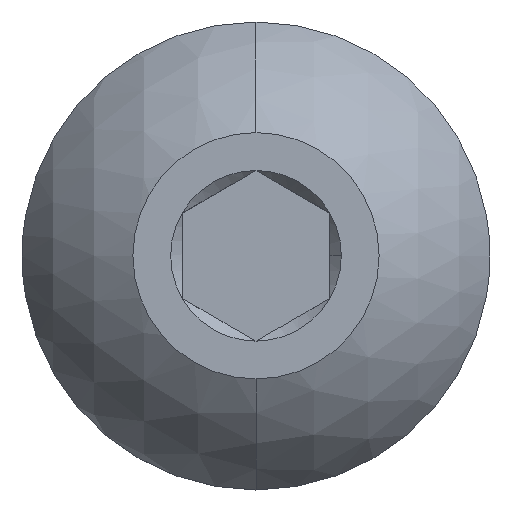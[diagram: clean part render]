
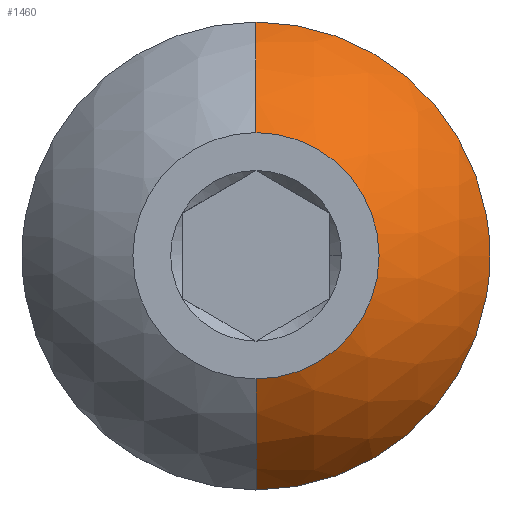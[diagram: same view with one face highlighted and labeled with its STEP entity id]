
A CAD part, top view. The second image highlights one B-rep face of the part: STEP entity #1460.
In plain terms, the highlighted spherical face has radius 5.287 mm.
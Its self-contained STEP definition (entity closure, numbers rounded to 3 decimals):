
#5 = AXIS2_PLACEMENT_3D ( 'NONE', #1573, #1572, #1571 ) ;
#6 = AXIS2_PLACEMENT_3D ( 'NONE', #1569, #1568, #1567 ) ;
#7 = AXIS2_PLACEMENT_3D ( 'NONE', #1565, #1564, #1562 ) ;
#8 = AXIS2_PLACEMENT_3D ( 'NONE', #1561, #1560, #1559 ) ;
#9 = AXIS2_PLACEMENT_3D ( 'NONE', #1553, #1552, #1551 ) ;
#22 = AXIS2_PLACEMENT_3D ( 'NONE', #3110, #3112, #3107 ) ;
#144 = EDGE_CURVE ( 'NONE', #664, #690, #671, .T. ) ;
#145 = EDGE_CURVE ( 'NONE', #690, #422, #675, .T. ) ;
#146 = EDGE_CURVE ( 'NONE', #450, #422, #682, .T. ) ;
#147 = EDGE_CURVE ( 'NONE', #664, #431, #673, .T. ) ;
#149 = EDGE_CURVE ( 'NONE', #431, #450, #672, .T. ) ;
#422 = VERTEX_POINT ( 'NONE', #1674 ) ;
#429 = ORIENTED_EDGE ( 'NONE', *, *, #145, .F. ) ;
#431 = VERTEX_POINT ( 'NONE', #1654 ) ;
#432 = ORIENTED_EDGE ( 'NONE', *, *, #146, .T. ) ;
#450 = VERTEX_POINT ( 'NONE', #1586 ) ;
#451 = ORIENTED_EDGE ( 'NONE', *, *, #144, .F. ) ;
#464 = ORIENTED_EDGE ( 'NONE', *, *, #149, .T. ) ;
#476 = ORIENTED_EDGE ( 'NONE', *, *, #147, .T. ) ;
#664 = VERTEX_POINT ( 'NONE', #3148 ) ;
#671 = CIRCLE ( 'NONE', #5, 5.287 ) ;
#672 = CIRCLE ( 'NONE', #9, 4.75 ) ;
#673 = CIRCLE ( 'NONE', #8, 4.75 ) ;
#675 = CIRCLE ( 'NONE', #6, 2.5 ) ;
#682 = CIRCLE ( 'NONE', #7, 5.287 ) ;
#690 = VERTEX_POINT ( 'NONE', #3153 ) ;
#723 = SPHERICAL_SURFACE ( 'NONE', #22, 5.287 ) ;
#732 = FACE_OUTER_BOUND ( 'NONE', #950, .T. ) ;
#950 = EDGE_LOOP ( 'NONE', ( #476, #464, #432, #429, #451 ) ) ;
#1460 = ADVANCED_FACE ( 'NONE', ( #732 ), #723, .T. ) ;
#1551 = DIRECTION ( 'NONE',  ( 1., 0., 0. ) ) ;
#1552 = DIRECTION ( 'NONE',  ( 0., 0., 1. ) ) ;
#1553 = CARTESIAN_POINT ( 'NONE',  ( 0., 0., -2.338 ) ) ;
#1559 = DIRECTION ( 'NONE',  ( 1., 0., 0. ) ) ;
#1560 = DIRECTION ( 'NONE',  ( 0., 0., 1. ) ) ;
#1561 = CARTESIAN_POINT ( 'NONE',  ( 0., 0., -2.338 ) ) ;
#1562 = DIRECTION ( 'NONE',  ( 0., 1., 0. ) ) ;
#1564 = DIRECTION ( 'NONE',  ( 1., 0., 0. ) ) ;
#1565 = CARTESIAN_POINT ( 'NONE',  ( 0., 0., -4.658 ) ) ;
#1567 = DIRECTION ( 'NONE',  ( 1., 0., 0. ) ) ;
#1568 = DIRECTION ( 'NONE',  ( 0., 0., 1. ) ) ;
#1569 = CARTESIAN_POINT ( 'NONE',  ( 0., 0., 0. ) ) ;
#1571 = DIRECTION ( 'NONE',  ( 0., -1., 0. ) ) ;
#1572 = DIRECTION ( 'NONE',  ( -1., 0., 0. ) ) ;
#1573 = CARTESIAN_POINT ( 'NONE',  ( 0., 0., -4.658 ) ) ;
#1586 = CARTESIAN_POINT ( 'NONE',  ( 0., 4.75, -2.338 ) ) ;
#1654 = CARTESIAN_POINT ( 'NONE',  ( 4.75, 0., -2.338 ) ) ;
#1674 = CARTESIAN_POINT ( 'NONE',  ( 0., 2.5, 0. ) ) ;
#3107 = DIRECTION ( 'NONE',  ( 0., -1., 0. ) ) ;
#3110 = CARTESIAN_POINT ( 'NONE',  ( 0., 0., -4.658 ) ) ;
#3112 = DIRECTION ( 'NONE',  ( 1., 0., 0. ) ) ;
#3148 = CARTESIAN_POINT ( 'NONE',  ( 0., -4.75, -2.338 ) ) ;
#3153 = CARTESIAN_POINT ( 'NONE',  ( 0., -2.5, 0. ) ) ;
